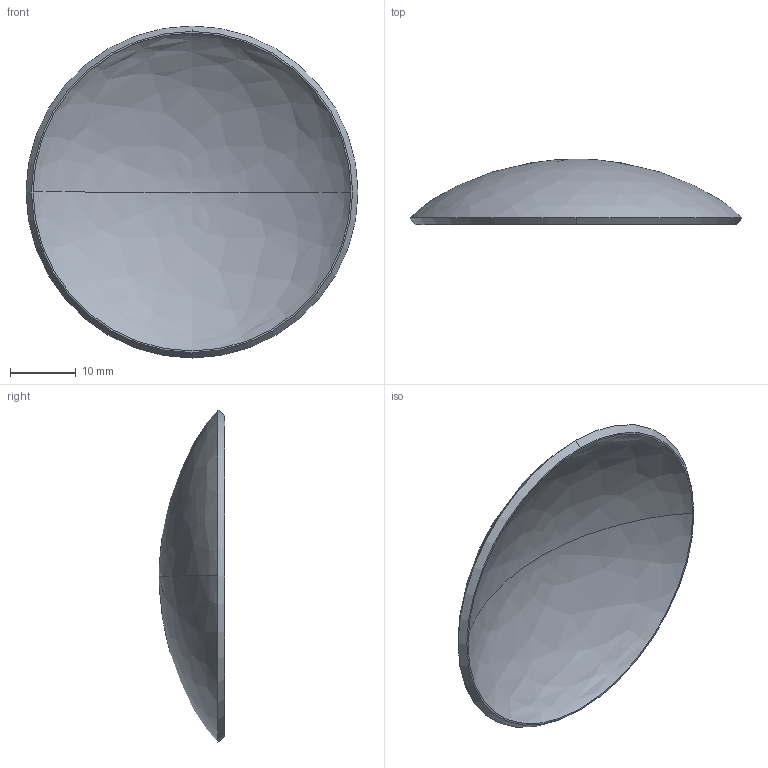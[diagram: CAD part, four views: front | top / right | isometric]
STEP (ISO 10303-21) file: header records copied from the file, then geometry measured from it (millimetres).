
FILE_DESCRIPTION (( 'STEP AP214' ), '1' );
FILE_NAME ('àðò. KRT602.STEP', '2014-06-09T17:36:08', ( '' ), ( '' ), 'SwSTEP 2.0', 'SolidWorks 2014', '' );
FILE_SCHEMA (( 'AUTOMOTIVE_DESIGN' ));
Length unit declared in the file: millimetre
Products named in the file (1): àðò. KRT602
Bounding box: 50.53 x 10 x 50.53 mm (x, y, z)
Volume: 3286.3 mm3; surface area: 4604 mm2
Topology: 1 solids, 1 shells, 7 faces, 18 edges, 10 vertices
Faces by surface type: bspline 4, cone 2, plane 1
Entity records: 464 total; most frequent: CARTESIAN_POINT 294, ORIENTED_EDGE 28, DIRECTION 26, EDGE_CURVE 14, AXIS2_PLACEMENT_3D 12, VERTEX_POINT 10, EDGE_LOOP 8, CIRCLE 8
